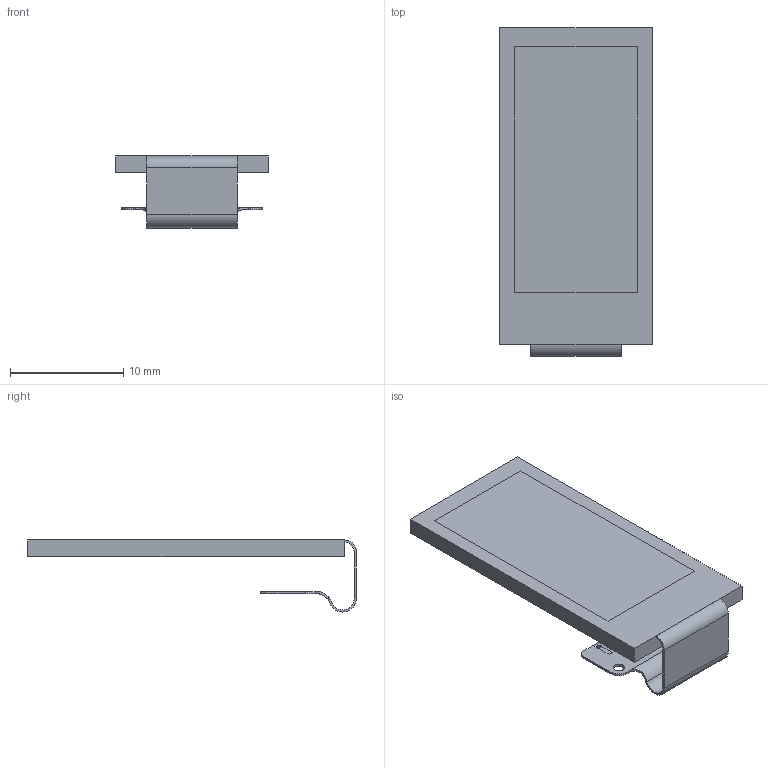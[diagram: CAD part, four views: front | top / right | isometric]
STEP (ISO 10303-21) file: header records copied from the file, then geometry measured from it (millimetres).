
FILE_DESCRIPTION(/* description */ ('STEP AP242','CAx-IF Rec.Pracs.---Representation and Presentation of Product Manufacturing Information (PMI)---4.0---2014-10-13','CAx-IF Rec.Pracs.---3D Tessellated Geometry---0.4---2014-09-14','2;1'),/* implementation_level */ '2;1');
FILE_NAME(/* name */ '63be9956388ea65818d6957f',/* time_stamp */ '2023-01-11T11:11:18+00:00',/* author */ (''),/* organization */ (''),/* preprocessor_version */ 'ST-DEVELOPER v18.102',/* originating_system */ ' ',/* authorisation */ ' ');
FILE_SCHEMA (('AP242_MANAGED_MODEL_BASED_3D_ENGINEERING_MIM_LF { 1 0 10303 442 1 1 4 }'));
Length unit declared in the file: metre
Products named in the file (16): Part 9; Part 1; Part 2; Part 3; Part 4; Part 5; Part 6; Part 7; Part 8; Part 10; Part 11; Part 12; Part 13; Part 14; Part 15; Part 16
Bounding box: 13.5 x 29.05 x 6.37 mm (x, y, z)
Volume: 595.4 mm3; surface area: 1397.1 mm2
Topology: 16 solids, 16 shells, 289 faces, 767 edges, 510 vertices
Faces by surface type: plane 210, cylinder 79
Full cylindrical faces by diameter (mm): 0.3 x13, 1 x2
Entity records: 9383 total; most frequent: CARTESIAN_POINT 1583, DIRECTION 1512, ORIENTED_EDGE 1504, EDGE_CURVE 752, LINE 594, VECTOR 594, VERTEX_POINT 510, AXIS2_PLACEMENT_3D 459
